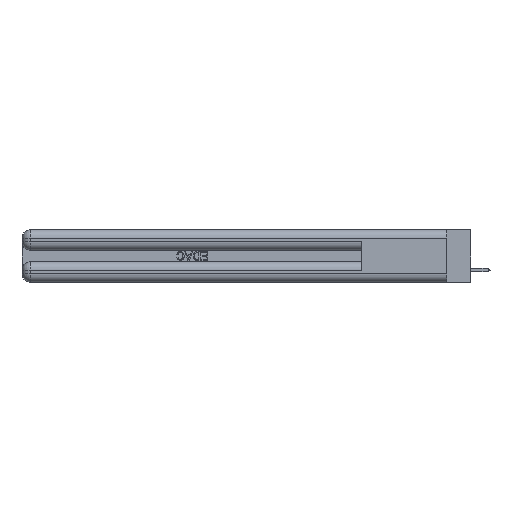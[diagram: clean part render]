
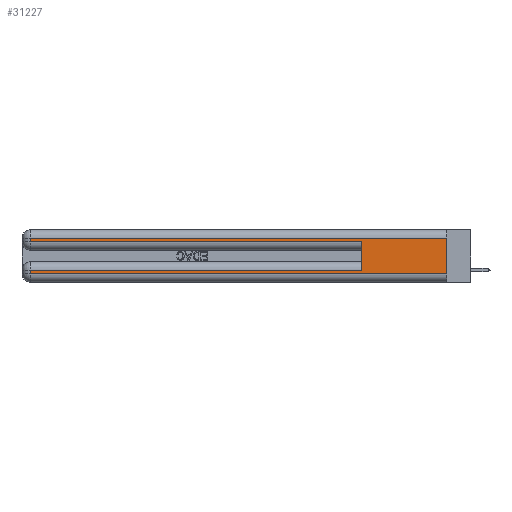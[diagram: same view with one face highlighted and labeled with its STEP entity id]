
A CAD part, left-side view. The second image highlights one B-rep face of the part: STEP entity #31227.
In plain terms, the highlighted planar face has unit normal (-1, 0, 0).
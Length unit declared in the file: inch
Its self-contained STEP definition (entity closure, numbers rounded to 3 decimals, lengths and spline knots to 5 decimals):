
#1323 = LINE ( 'NONE', #16209, #16834 ) ;
#3089 = ORIENTED_EDGE ( 'NONE', *, *, #16608, .F. ) ;
#3972 = EDGE_CURVE ( 'NONE', #26269, #24894, #29106, .T. ) ;
#4620 = VERTEX_POINT ( 'NONE', #31931 ) ;
#5739 = CARTESIAN_POINT ( 'NONE',  ( 0., 2.94, 0.37 ) ) ;
#5875 = DIRECTION ( 'NONE',  ( 0., 0., -1. ) ) ;
#6019 = EDGE_CURVE ( 'NONE', #4620, #17581, #1323, .T. ) ;
#6624 = EDGE_CURVE ( 'NONE', #20448, #24894, #13888, .T. ) ;
#6685 = ORIENTED_EDGE ( 'NONE', *, *, #3972, .F. ) ;
#7007 = LINE ( 'NONE', #19841, #30699 ) ;
#8803 = CARTESIAN_POINT ( 'NONE',  ( 0., 0.6, 0.085 ) ) ;
#10048 = DIRECTION ( 'NONE',  ( 0., 0., -1. ) ) ;
#10282 = VERTEX_POINT ( 'NONE', #35328 ) ;
#10542 = CARTESIAN_POINT ( 'NONE',  ( 0., 2.94, 0.06 ) ) ;
#12091 = CARTESIAN_POINT ( 'NONE',  ( 0., 0.6, 0.285 ) ) ;
#12929 = DIRECTION ( 'NONE',  ( 0., 0., -1. ) ) ;
#13211 = EDGE_CURVE ( 'NONE', #26269, #4620, #7007, .T. ) ;
#13888 = LINE ( 'NONE', #16973, #29865 ) ;
#13921 = DIRECTION ( 'NONE',  ( 0., 0., 1. ) ) ;
#14645 = VECTOR ( 'NONE', #13921, 39.37008 ) ;
#15056 = CARTESIAN_POINT ( 'NONE',  ( 0., 2.94, 0.285 ) ) ;
#15470 = LINE ( 'NONE', #25689, #24215 ) ;
#15648 = VERTEX_POINT ( 'NONE', #38252 ) ;
#16209 = CARTESIAN_POINT ( 'NONE',  ( 0., 2.94, 0.37 ) ) ;
#16608 = EDGE_CURVE ( 'NONE', #38993, #15648, #15470, .T. ) ;
#16611 = DIRECTION ( 'NONE',  ( 0., -1., 0. ) ) ;
#16834 = VECTOR ( 'NONE', #31579, 39.37008 ) ;
#16973 = CARTESIAN_POINT ( 'NONE',  ( 0., 0., 0.285 ) ) ;
#17270 = DIRECTION ( 'NONE',  ( 0., 1., 0. ) ) ;
#17581 = VERTEX_POINT ( 'NONE', #10542 ) ;
#18358 = ORIENTED_EDGE ( 'NONE', *, *, #6019, .T. ) ;
#19512 = LINE ( 'NONE', #30420, #33546 ) ;
#19766 = VECTOR ( 'NONE', #16611, 39.37008 ) ;
#19841 = CARTESIAN_POINT ( 'NONE',  ( 0., 0., 0.085 ) ) ;
#20065 = ORIENTED_EDGE ( 'NONE', *, *, #36866, .T. ) ;
#20448 = VERTEX_POINT ( 'NONE', #15056 ) ;
#21171 = EDGE_CURVE ( 'NONE', #10282, #20448, #37920, .T. ) ;
#23368 = ORIENTED_EDGE ( 'NONE', *, *, #21171, .T. ) ;
#24215 = VECTOR ( 'NONE', #12929, 39.37008 ) ;
#24894 = VERTEX_POINT ( 'NONE', #12091 ) ;
#25147 = CARTESIAN_POINT ( 'NONE',  ( 0., 0., 0.31 ) ) ;
#25506 = CARTESIAN_POINT ( 'NONE',  ( 0., 0., 0.06 ) ) ;
#25689 = CARTESIAN_POINT ( 'NONE',  ( 0., 0., 0.37 ) ) ;
#26269 = VERTEX_POINT ( 'NONE', #8803 ) ;
#26784 = DIRECTION ( 'NONE',  ( 0., 1., 0. ) ) ;
#27324 = VECTOR ( 'NONE', #5875, 39.37008 ) ;
#28162 = CARTESIAN_POINT ( 'NONE',  ( 0., 0., 0.37 ) ) ;
#28420 = PLANE ( 'NONE',  #32810 ) ;
#29106 = LINE ( 'NONE', #32430, #14645 ) ;
#29718 = EDGE_LOOP ( 'NONE', ( #3089, #36057, #23368, #36253, #6685, #32040, #18358, #20065 ) ) ;
#29865 = VECTOR ( 'NONE', #35313, 39.37008 ) ;
#30420 = CARTESIAN_POINT ( 'NONE',  ( 0., 0., 0.31 ) ) ;
#30699 = VECTOR ( 'NONE', #17270, 39.37008 ) ;
#31227 = ADVANCED_FACE ( 'NONE', ( #35660 ), #28420, .F. ) ;
#31579 = DIRECTION ( 'NONE',  ( 0., 0., -1. ) ) ;
#31931 = CARTESIAN_POINT ( 'NONE',  ( 0., 2.94, 0.085 ) ) ;
#32040 = ORIENTED_EDGE ( 'NONE', *, *, #13211, .T. ) ;
#32430 = CARTESIAN_POINT ( 'NONE',  ( 0., 0.6, 0.145 ) ) ;
#32810 = AXIS2_PLACEMENT_3D ( 'NONE', #28162, #37340, #10048 ) ;
#33264 = LINE ( 'NONE', #25506, #19766 ) ;
#33546 = VECTOR ( 'NONE', #26784, 39.37008 ) ;
#35313 = DIRECTION ( 'NONE',  ( 0., -1., 0. ) ) ;
#35328 = CARTESIAN_POINT ( 'NONE',  ( 0., 2.94, 0.31 ) ) ;
#35660 = FACE_OUTER_BOUND ( 'NONE', #29718, .T. ) ;
#36057 = ORIENTED_EDGE ( 'NONE', *, *, #39388, .T. ) ;
#36253 = ORIENTED_EDGE ( 'NONE', *, *, #6624, .T. ) ;
#36866 = EDGE_CURVE ( 'NONE', #17581, #15648, #33264, .T. ) ;
#37340 = DIRECTION ( 'NONE',  ( 1., 0., 0. ) ) ;
#37920 = LINE ( 'NONE', #5739, #27324 ) ;
#38252 = CARTESIAN_POINT ( 'NONE',  ( 0., 0., 0.06 ) ) ;
#38993 = VERTEX_POINT ( 'NONE', #25147 ) ;
#39388 = EDGE_CURVE ( 'NONE', #38993, #10282, #19512, .T. ) ;
